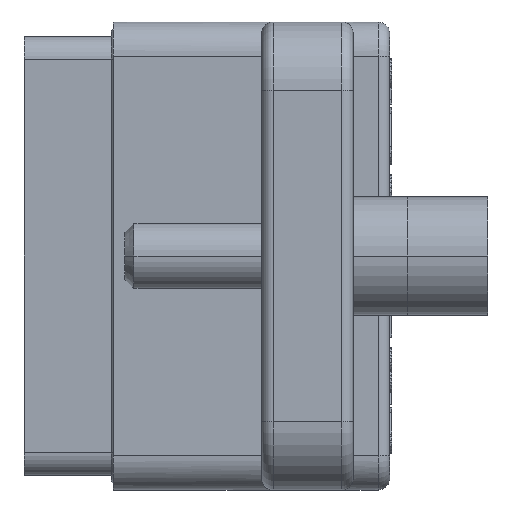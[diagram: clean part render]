
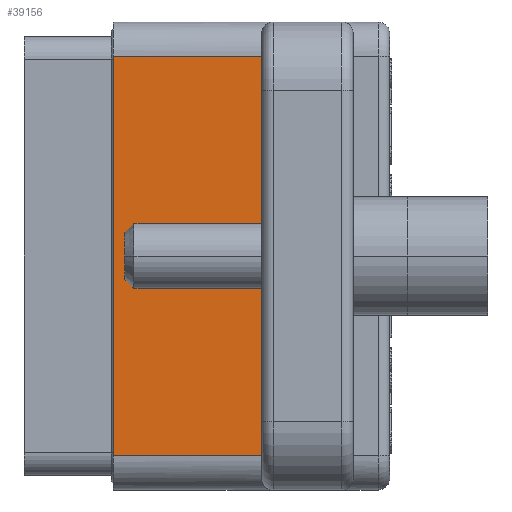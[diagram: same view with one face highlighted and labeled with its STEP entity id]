
A CAD part, left-side view. The second image highlights one B-rep face of the part: STEP entity #39156.
In plain terms, the highlighted planar face has unit normal (-1, 0, 0).
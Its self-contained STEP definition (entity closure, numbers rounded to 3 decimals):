
#94=DIRECTION('',(0.,0.,-1.));
#95=VECTOR('',#94,17.5);
#96=CARTESIAN_POINT('',(-10.,4.,8.75));
#97=LINE('',#96,#95);
#141=DIRECTION('',(0.,-1.,0.));
#142=VECTOR('',#141,6.5);
#143=CARTESIAN_POINT('',(-10.,10.5,8.75));
#144=LINE('',#143,#142);
#164=DIRECTION('',(0.,-1.,0.));
#165=VECTOR('',#164,6.5);
#166=CARTESIAN_POINT('',(-10.,10.5,-8.75));
#167=LINE('',#166,#165);
#172=DIRECTION('',(0.,0.,1.));
#173=VECTOR('',#172,17.5);
#174=CARTESIAN_POINT('',(-10.,10.5,-8.75));
#175=LINE('',#174,#173);
#31472=CARTESIAN_POINT('',(-10.,10.5,8.75));
#31473=CARTESIAN_POINT('',(-10.,4.,8.75));
#31474=VERTEX_POINT('',#31472);
#31475=VERTEX_POINT('',#31473);
#31479=CARTESIAN_POINT('',(-10.,10.5,-8.75));
#31481=VERTEX_POINT('',#31479);
#31482=CARTESIAN_POINT('',(-10.,4.,-8.75));
#31483=VERTEX_POINT('',#31482);
#39143=CARTESIAN_POINT('',(-10.,4.,-10.25));
#39144=DIRECTION('',(-1.,0.,0.));
#39145=DIRECTION('',(0.,0.,1.));
#39146=AXIS2_PLACEMENT_3D('',#39143,#39144,#39145);
#39147=PLANE('',#39146);
#39148=ORIENTED_EDGE('',*,*,#39136,.T.);
#39149=ORIENTED_EDGE('',*,*,#39069,.T.);
#39151=ORIENTED_EDGE('',*,*,#39150,.F.);
#39153=ORIENTED_EDGE('',*,*,#39152,.T.);
#39154=EDGE_LOOP('',(#39148,#39149,#39151,#39153));
#39155=FACE_OUTER_BOUND('',#39154,.F.);
#39156=ADVANCED_FACE('',(#39155),#39147,.T.);
#39069=EDGE_CURVE('',#31475,#31483,#97,.T.);
#39136=EDGE_CURVE('',#31474,#31475,#144,.T.);
#39150=EDGE_CURVE('',#31481,#31483,#167,.T.);
#39152=EDGE_CURVE('',#31481,#31474,#175,.T.);
